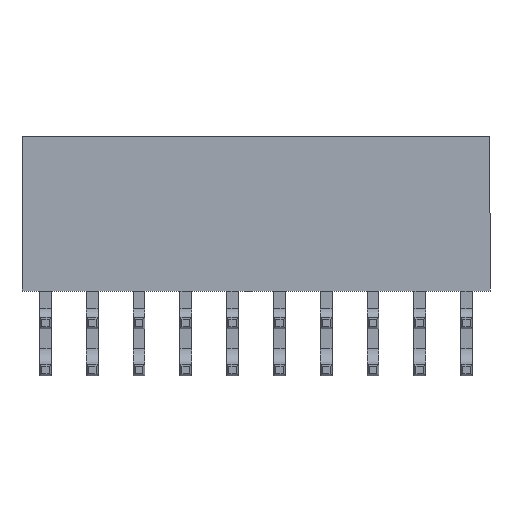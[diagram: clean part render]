
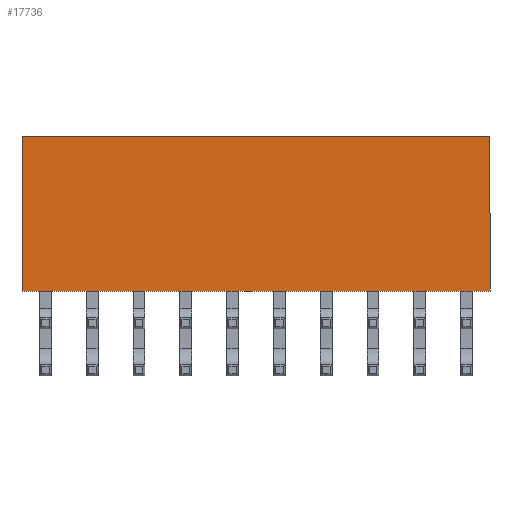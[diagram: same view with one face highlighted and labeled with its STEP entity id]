
A CAD part, front view. The second image highlights one B-rep face of the part: STEP entity #17736.
In plain terms, the highlighted planar face has unit normal (0, -1, 0).
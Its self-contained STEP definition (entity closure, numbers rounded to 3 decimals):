
#532 = LINE ( 'NONE', #3445, #7898 ) ;
#1252 = VECTOR ( 'NONE', #3937, 1000. ) ;
#1347 = FACE_OUTER_BOUND ( 'NONE', #11810, .T. ) ;
#2568 = DIRECTION ( 'NONE',  ( 0., 0., 1. ) ) ;
#2807 = PLANE ( 'NONE',  #8322 ) ;
#2964 = ORIENTED_EDGE ( 'NONE', *, *, #16178, .F. ) ;
#3445 = CARTESIAN_POINT ( 'NONE',  ( 1.27, 0., 1.76 ) ) ;
#3830 = ORIENTED_EDGE ( 'NONE', *, *, #8965, .F. ) ;
#3937 = DIRECTION ( 'NONE',  ( 1., 0., 0. ) ) ;
#4062 = CARTESIAN_POINT ( 'NONE',  ( -24.13, 0., 1.76 ) ) ;
#4252 = CARTESIAN_POINT ( 'NONE',  ( 1.27, 0., 1.76 ) ) ;
#4289 = VECTOR ( 'NONE', #11875, 1000. ) ;
#4644 = CARTESIAN_POINT ( 'NONE',  ( 1.27, 0., 10.16 ) ) ;
#5146 = LINE ( 'NONE', #12746, #1252 ) ;
#5955 = CARTESIAN_POINT ( 'NONE',  ( -1.27, 0., 1.76 ) ) ;
#6163 = CARTESIAN_POINT ( 'NONE',  ( -24.13, 0., 10.16 ) ) ;
#7017 = VERTEX_POINT ( 'NONE', #4062 ) ;
#7898 = VECTOR ( 'NONE', #15199, 1000. ) ;
#8322 = AXIS2_PLACEMENT_3D ( 'NONE', #8706, #19041, #10220 ) ;
#8706 = CARTESIAN_POINT ( 'NONE',  ( -1.27, 0., 10.16 ) ) ;
#8965 = EDGE_CURVE ( 'NONE', #12206, #16764, #5146, .T. ) ;
#9321 = LINE ( 'NONE', #9922, #13266 ) ;
#9922 = CARTESIAN_POINT ( 'NONE',  ( -24.13, 0., 1.76 ) ) ;
#10220 = DIRECTION ( 'NONE',  ( 0., 0., 1. ) ) ;
#10848 = EDGE_CURVE ( 'NONE', #7017, #12206, #9321, .T. ) ;
#10997 = EDGE_CURVE ( 'NONE', #18926, #7017, #16512, .T. ) ;
#11810 = EDGE_LOOP ( 'NONE', ( #3830, #18725, #15141, #2964 ) ) ;
#11875 = DIRECTION ( 'NONE',  ( -1., 0., 0. ) ) ;
#12206 = VERTEX_POINT ( 'NONE', #6163 ) ;
#12746 = CARTESIAN_POINT ( 'NONE',  ( -1.27, 0., 10.16 ) ) ;
#13266 = VECTOR ( 'NONE', #2568, 1000. ) ;
#15141 = ORIENTED_EDGE ( 'NONE', *, *, #10997, .F. ) ;
#15199 = DIRECTION ( 'NONE',  ( 0., 0., -1. ) ) ;
#16178 = EDGE_CURVE ( 'NONE', #16764, #18926, #532, .T. ) ;
#16512 = LINE ( 'NONE', #5955, #4289 ) ;
#16764 = VERTEX_POINT ( 'NONE', #4644 ) ;
#17736 = ADVANCED_FACE ( 'NONE', ( #1347 ), #2807, .F. ) ;
#18725 = ORIENTED_EDGE ( 'NONE', *, *, #10848, .F. ) ;
#18926 = VERTEX_POINT ( 'NONE', #4252 ) ;
#19041 = DIRECTION ( 'NONE',  ( 0., 1., 0. ) ) ;
